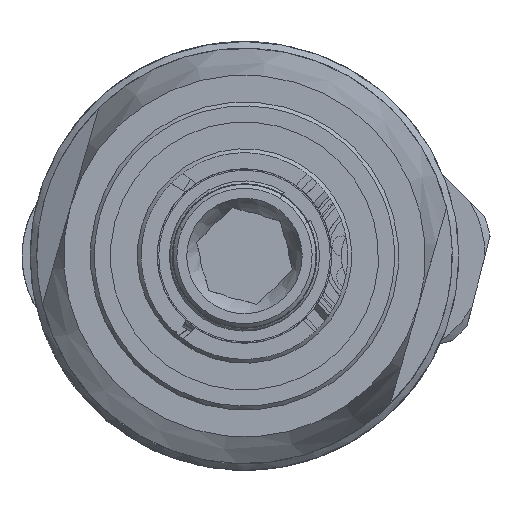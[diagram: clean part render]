
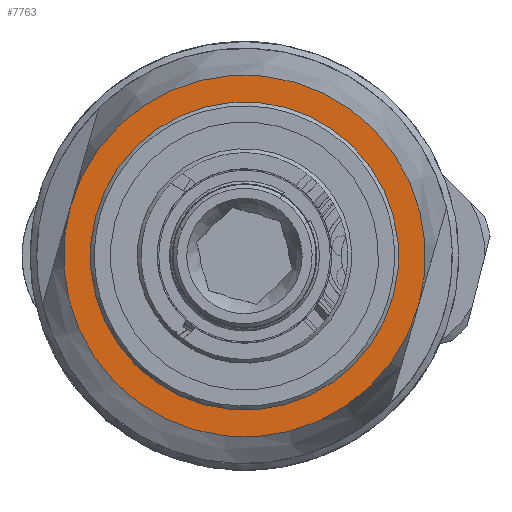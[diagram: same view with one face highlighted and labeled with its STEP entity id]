
A CAD part, left-side view. The second image highlights one B-rep face of the part: STEP entity #7763.
In plain terms, the highlighted planar face has unit normal (-1, 0, 0).
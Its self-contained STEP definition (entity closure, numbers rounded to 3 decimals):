
#175=FACE_BOUND('',#1376,.T.);
#596=PLANE('',#8399);
#897=FACE_OUTER_BOUND('',#1375,.T.);
#1375=EDGE_LOOP('',(#6191,#6192));
#1376=EDGE_LOOP('',(#6193));
#2701=CIRCLE('',#8045,11.214);
#2842=CIRCLE('',#8400,13.5);
#2843=CIRCLE('',#8401,13.5);
#3105=VERTEX_POINT('',#11457);
#3482=VERTEX_POINT('',#14444);
#3483=VERTEX_POINT('',#14445);
#3898=EDGE_CURVE('',#3105,#3105,#2701,.T.);
#4459=EDGE_CURVE('',#3482,#3483,#2842,.T.);
#4460=EDGE_CURVE('',#3483,#3482,#2843,.T.);
#6191=ORIENTED_EDGE('',*,*,#4459,.T.);
#6192=ORIENTED_EDGE('',*,*,#4460,.T.);
#6193=ORIENTED_EDGE('',*,*,#3898,.T.);
#7763=ADVANCED_FACE('',(#897,#175),#596,.T.);
#8045=AXIS2_PLACEMENT_3D('',#11459,#8898,#8899);
#8399=AXIS2_PLACEMENT_3D('',#14443,#9923,#9924);
#8400=AXIS2_PLACEMENT_3D('',#14446,#9925,#9926);
#8401=AXIS2_PLACEMENT_3D('',#14447,#9927,#9928);
#8898=DIRECTION('center_axis',(1.,0.,0.));
#8899=DIRECTION('ref_axis',(0.,1.,0.));
#9923=DIRECTION('center_axis',(-1.,0.,0.));
#9924=DIRECTION('ref_axis',(0.,0.,
1.));
#9925=DIRECTION('center_axis',(-1.,0.,0.));
#9926=DIRECTION('ref_axis',(0.,-0.961,-0.275));
#9927=DIRECTION('center_axis',(-1.,0.,0.));
#9928=DIRECTION('ref_axis',(0.,-0.961,-0.275));
#11457=CARTESIAN_POINT('',(-77.,-11.214,0.));
#11459=CARTESIAN_POINT('Origin',(-77.,0.,0.));
#14443=CARTESIAN_POINT('Origin',(-77.,-18.531,-33.386));
#14444=CARTESIAN_POINT('',(-77.,-12.979,-3.714));
#14445=CARTESIAN_POINT('',(-77.,12.979,3.714));
#14446=CARTESIAN_POINT('Origin',(-77.,0.,0.));
#14447=CARTESIAN_POINT('Origin',(-77.,0.,0.));
